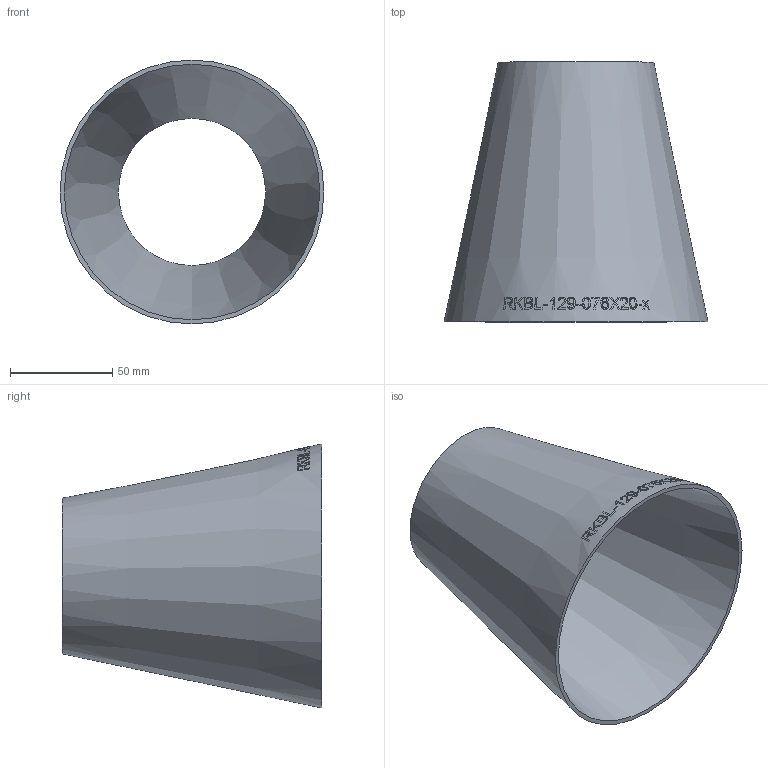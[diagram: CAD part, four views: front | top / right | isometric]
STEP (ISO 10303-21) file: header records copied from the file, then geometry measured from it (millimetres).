
FILE_DESCRIPTION (( 'STEP AP214' ), '1' );
FILE_NAME ('RKBL-129-076X20-x Reduzierung aus Blech ISO-sonstige 2007.STEP', '2020-07-13T10:57:01', ( '' ), ( '' ), 'SwSTEP 2.0', 'SolidWorks 2019', '' );
FILE_SCHEMA (( 'AUTOMOTIVE_DESIGN' ));
Length unit declared in the file: millimetre
Products named in the file (1): RKBL-129-076X20-x Reduzierung aus Blech ISO-sonstige 2007
Bounding box: 129 x 127 x 129 mm (x, y, z)
Volume: 81930.3 mm3; surface area: 83227.3 mm2
Topology: 1 solids, 1 shells, 218 faces, 576 edges, 384 vertices
Faces by surface type: bspline 190, cone 26, plane 2
Entity records: 29269 total; most frequent: CARTESIAN_POINT 23247, ORIENTED_EDGE 1148, EDGE_CURVE 574, B_SPLINE_CURVE_WITH_KNOTS 570, VERTEX_POINT 384, EDGE_LOOP 246, ADVANCED_FACE 218, FACE_OUTER_BOUND 218
